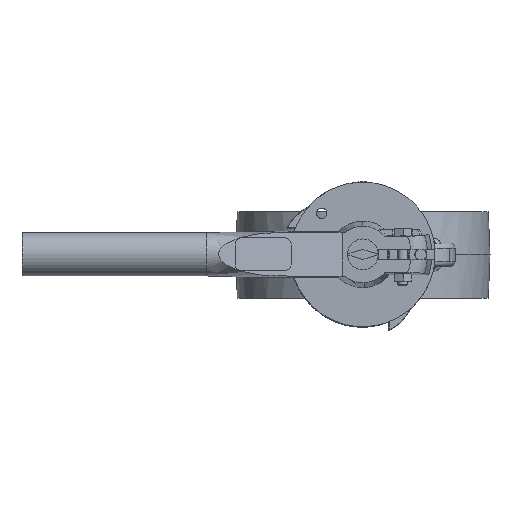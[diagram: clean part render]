
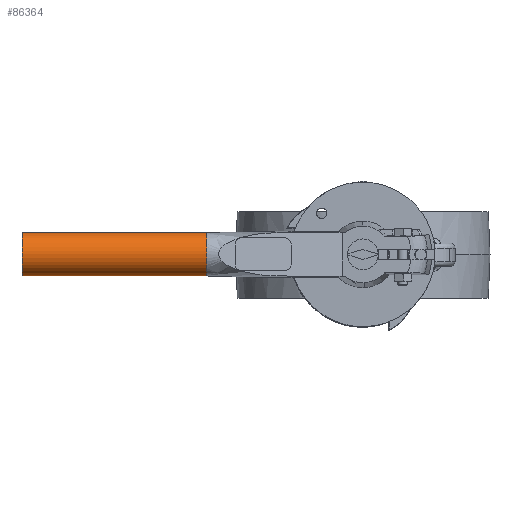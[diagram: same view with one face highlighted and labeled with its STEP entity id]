
A CAD part, top view. The second image highlights one B-rep face of the part: STEP entity #86364.
In plain terms, the highlighted cylindrical face has radius 13 mm (diameter 26 mm), a partial arc.
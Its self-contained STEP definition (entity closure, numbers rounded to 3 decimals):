
#86323=CARTESIAN_POINT('',(-62.377,-0.,231.));
#86324=DIRECTION('',(-1.,0.,-0.));
#86325=DIRECTION('',(0.,-1.,-0.));
#86326=AXIS2_PLACEMENT_3D('',#86323,#86324,#86325);
#86327=CYLINDRICAL_SURFACE('',#86326,13.);
#86328=CARTESIAN_POINT('',(-94.,-13.,231.));
#86329=VERTEX_POINT('',#86328);
#86330=CARTESIAN_POINT('',(-205.,-13.,231.));
#86331=VERTEX_POINT('',#86330);
#86332=CARTESIAN_POINT('',(-94.,-13.,231.));
#86333=DIRECTION('',(-1.,0.,-0.));
#86334=VECTOR('',#86333,111.);
#86335=LINE('',#86332,#86334);
#86336=EDGE_CURVE('',#86329,#86331,#86335,.T.);
#86337=ORIENTED_EDGE('',*,*,#86336,.F.);
#86338=CARTESIAN_POINT('',(-94.,13.,231.));
#86339=VERTEX_POINT('',#86338);
#86340=CARTESIAN_POINT('',(-94.,-0.,231.));
#86341=DIRECTION('',(1.,-0.,0.));
#86342=DIRECTION('',(0.,-1.,-0.));
#86343=AXIS2_PLACEMENT_3D('',#86340,#86341,#86342);
#86344=CIRCLE('',#86343,13.);
#86345=EDGE_CURVE('',#86339,#86329,#86344,.T.);
#86346=ORIENTED_EDGE('',*,*,#86345,.F.);
#86347=CARTESIAN_POINT('',(-205.,13.,231.));
#86348=VERTEX_POINT('',#86347);
#86349=CARTESIAN_POINT('',(-94.,13.,231.));
#86350=DIRECTION('',(-1.,0.,-0.));
#86351=VECTOR('',#86350,111.);
#86352=LINE('',#86349,#86351);
#86353=EDGE_CURVE('',#86339,#86348,#86352,.T.);
#86354=ORIENTED_EDGE('',*,*,#86353,.T.);
#86355=CARTESIAN_POINT('',(-205.,-0.,231.));
#86356=DIRECTION('',(1.,-0.,0.));
#86357=DIRECTION('',(0.,-1.,-0.));
#86358=AXIS2_PLACEMENT_3D('',#86355,#86356,#86357);
#86359=CIRCLE('',#86358,13.);
#86360=EDGE_CURVE('',#86348,#86331,#86359,.T.);
#86361=ORIENTED_EDGE('',*,*,#86360,.T.);
#86362=EDGE_LOOP('',(#86337,#86346,#86354,#86361));
#86363=FACE_BOUND('',#86362,.T.);
#86364=ADVANCED_FACE('',(#86363),#86327,.T.);
